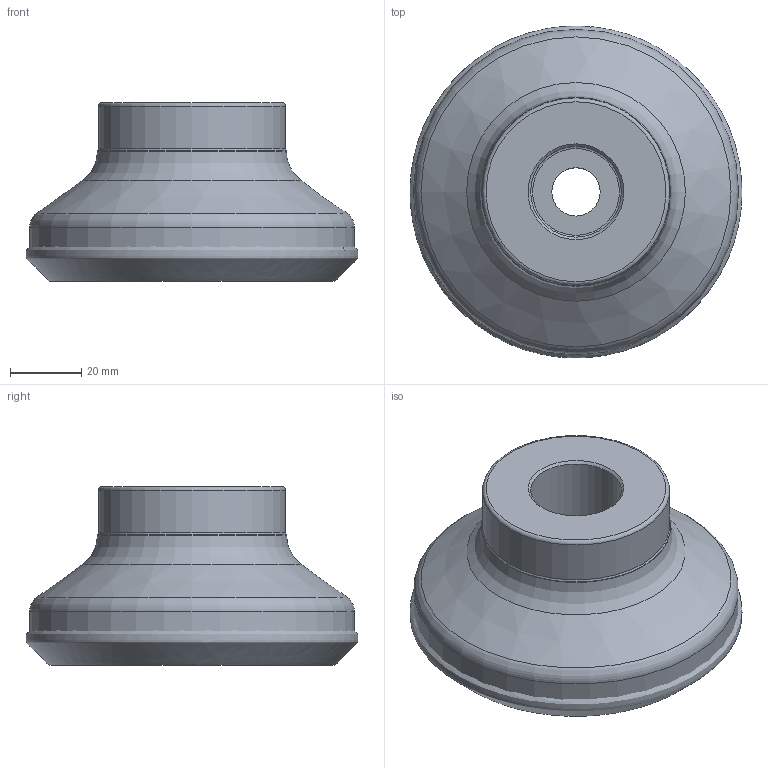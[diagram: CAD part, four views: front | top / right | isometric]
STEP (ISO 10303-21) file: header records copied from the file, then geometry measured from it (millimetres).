
FILE_DESCRIPTION(/* description */ (''),/* implementation_level */ '2;1');
FILE_NAME(/* name */ 'toolassembly_1.stp',/* time_stamp */ '2019-05-02T16:36:46+02:00',/* author */ (''),/* organization */ ('SMS'),/* preprocessor_version */ 'ST-DEVELOPER v15',/* originating_system */ 'SIEMENS PLM Software NX 8.5',/* authorisation */ '');
FILE_SCHEMA (('AUTOMOTIVE_DESIGN { 1 0 10303 214 3 1 1 1 }'));
Length unit declared in the file: millimetre
Products named in the file (4): CUT_20190502163546; NOCUT_20190502163516; ASSEMBLY_CONSTRUCTION; TOOLASSEMBLY_1
Assembly tree (3 placements, depth 2):
  TOOLASSEMBLY_1
    ASSEMBLY_CONSTRUCTION
    NOCUT_20190502163516
    CUT_20190502163546
Bounding box: 92.93 x 92.93 x 50.01 mm (x, y, z)
Volume: 202271.5 mm3; surface area: 35019.7 mm2
Topology: 2 solids, 2 shells, 35 faces, 75 edges, 59 vertices
Faces by surface type: torus 14, cone 8, cylinder 7, plane 5, bspline 1
Full cylindrical faces by diameter (mm): 13.5 x1, 22 x1, 25.41 x1, 25.9 x1, 52.386 x1, 52.886 x1, 91 x1
Entity records: 9767 total; most frequent: CARTESIAN_POINT 8920, DIRECTION 170, AXIS2_PLACEMENT_3D 85, FACE_BOUND 69, EDGE_LOOP 68, ORIENTED_EDGE 68, ADVANCED_FACE 35, VERTEX_POINT 35
